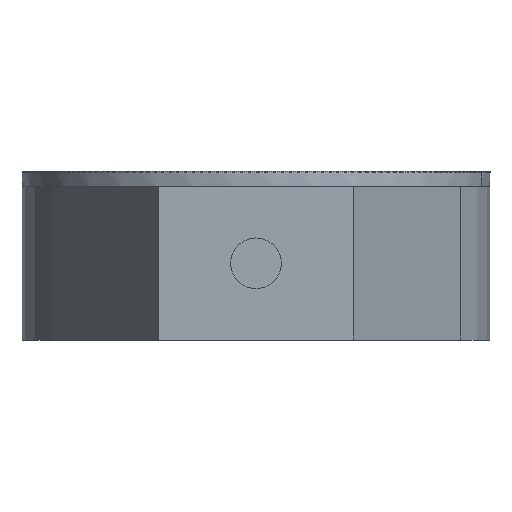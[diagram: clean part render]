
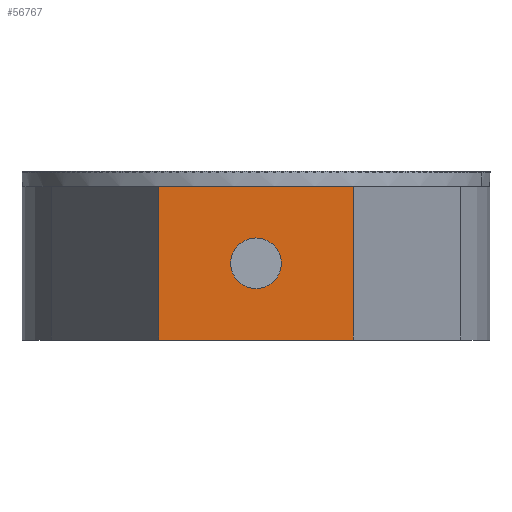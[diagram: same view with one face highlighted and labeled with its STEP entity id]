
A CAD part, front view. The second image highlights one B-rep face of the part: STEP entity #56767.
In plain terms, the highlighted face is planar.
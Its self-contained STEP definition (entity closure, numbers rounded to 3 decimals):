
#318 = LINE ( 'NONE', #10610, #31400 ) ;
#2568 = EDGE_LOOP ( 'NONE', ( #22822, #6192 ) ) ;
#3140 = AXIS2_PLACEMENT_3D ( 'NONE', #63722, #67527, #5313 ) ;
#5313 = DIRECTION ( 'NONE',  ( 1., 0., 0. ) ) ;
#6192 = ORIENTED_EDGE ( 'NONE', *, *, #31292, .F. ) ;
#6906 = LINE ( 'NONE', #64978, #57528 ) ;
#10610 = CARTESIAN_POINT ( 'NONE',  ( -6.35, 10., 20. ) ) ;
#12041 = VERTEX_POINT ( 'NONE', #40482 ) ;
#13641 = EDGE_CURVE ( 'NONE', #12041, #23268, #19212, .T. ) ;
#19212 = LINE ( 'NONE', #40171, #26208 ) ;
#20303 = FACE_OUTER_BOUND ( 'NONE', #52777, .T. ) ;
#22688 = ORIENTED_EDGE ( 'NONE', *, *, #62903, .F. ) ;
#22822 = ORIENTED_EDGE ( 'NONE', *, *, #38259, .F. ) ;
#23268 = VERTEX_POINT ( 'NONE', #29614 ) ;
#24492 = DIRECTION ( 'NONE',  ( 0., 0., 1. ) ) ;
#26208 = VECTOR ( 'NONE', #61131, 1000. ) ;
#26458 = CARTESIAN_POINT ( 'NONE',  ( 1.65, 5., 20. ) ) ;
#27873 = DIRECTION ( 'NONE',  ( 0., -1., 0. ) ) ;
#29614 = CARTESIAN_POINT ( 'NONE',  ( 6.35, 0., 20. ) ) ;
#30003 = CARTESIAN_POINT ( 'NONE',  ( 6.35, 10., 20. ) ) ;
#31292 = EDGE_CURVE ( 'NONE', #41237, #55074, #32766, .T. ) ;
#31400 = VECTOR ( 'NONE', #32946, 1000. ) ;
#32052 = AXIS2_PLACEMENT_3D ( 'NONE', #67098, #24492, #50930 ) ;
#32766 = CIRCLE ( 'NONE', #3140, 1.65 ) ;
#32946 = DIRECTION ( 'NONE',  ( 1., 0., 0. ) ) ;
#35377 = VERTEX_POINT ( 'NONE', #46101 ) ;
#38259 = EDGE_CURVE ( 'NONE', #55074, #41237, #55097, .T. ) ;
#40171 = CARTESIAN_POINT ( 'NONE',  ( -6.35, 0., 20. ) ) ;
#40482 = CARTESIAN_POINT ( 'NONE',  ( -6.35, 0., 20. ) ) ;
#41237 = VERTEX_POINT ( 'NONE', #47103 ) ;
#45400 = CARTESIAN_POINT ( 'NONE',  ( -6.35, 10., 20. ) ) ;
#45734 = PLANE ( 'NONE',  #62496 ) ;
#46101 = CARTESIAN_POINT ( 'NONE',  ( 6.35, 10., 20. ) ) ;
#46417 = FACE_BOUND ( 'NONE', #2568, .T. ) ;
#46936 = VERTEX_POINT ( 'NONE', #53375 ) ;
#47103 = CARTESIAN_POINT ( 'NONE',  ( -1.65, 5., 20. ) ) ;
#49604 = DIRECTION ( 'NONE',  ( 0., -1., 0. ) ) ;
#50884 = DIRECTION ( 'NONE',  ( -1., 0., 0. ) ) ;
#50930 = DIRECTION ( 'NONE',  ( 1., 0., 0. ) ) ;
#51859 = EDGE_CURVE ( 'NONE', #46936, #12041, #6906, .T. ) ;
#52777 = EDGE_LOOP ( 'NONE', ( #60619, #22688, #54350, #59939 ) ) ;
#53375 = CARTESIAN_POINT ( 'NONE',  ( -6.35, 10., 20. ) ) ;
#54350 = ORIENTED_EDGE ( 'NONE', *, *, #62519, .F. ) ;
#55074 = VERTEX_POINT ( 'NONE', #26458 ) ;
#55097 = CIRCLE ( 'NONE', #32052, 1.65 ) ;
#55567 = VECTOR ( 'NONE', #49604, 1000. ) ;
#56767 = ADVANCED_FACE ( 'NONE', ( #46417, #20303 ), #45734, .F. ) ;
#57528 = VECTOR ( 'NONE', #27873, 1000. ) ;
#59939 = ORIENTED_EDGE ( 'NONE', *, *, #51859, .T. ) ;
#60619 = ORIENTED_EDGE ( 'NONE', *, *, #13641, .T. ) ;
#61131 = DIRECTION ( 'NONE',  ( 1., 0., 0. ) ) ;
#62496 = AXIS2_PLACEMENT_3D ( 'NONE', #45400, #66371, #50884 ) ;
#62519 = EDGE_CURVE ( 'NONE', #46936, #35377, #318, .T. ) ;
#62903 = EDGE_CURVE ( 'NONE', #35377, #23268, #65083, .T. ) ;
#63722 = CARTESIAN_POINT ( 'NONE',  ( 0., 5., 20. ) ) ;
#64978 = CARTESIAN_POINT ( 'NONE',  ( -6.35, 10., 20. ) ) ;
#65083 = LINE ( 'NONE', #30003, #55567 ) ;
#66371 = DIRECTION ( 'NONE',  ( 0., 0., -1. ) ) ;
#67098 = CARTESIAN_POINT ( 'NONE',  ( 0., 5., 20. ) ) ;
#67527 = DIRECTION ( 'NONE',  ( 0., 0., 1. ) ) ;
